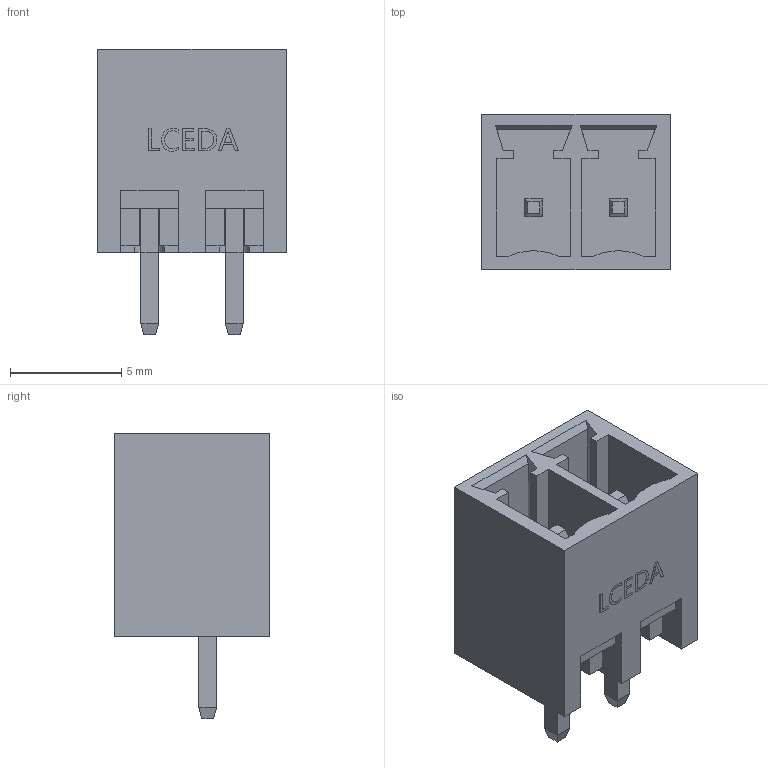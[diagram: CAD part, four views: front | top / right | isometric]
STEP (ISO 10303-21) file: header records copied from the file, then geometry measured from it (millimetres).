
FILE_DESCRIPTION (( 'STEP AP214' ), '1' );
FILE_NAME ('CONN-TH_DB3.81-LI-2P.step', '2022-08-08T02:33:04', ( '' ), ( '' ), 'SwSTEP 2.0', 'SolidWorks 2020', '' );
FILE_SCHEMA (( 'AUTOMOTIVE_DESIGN' ));
Length unit declared in the file: millimetre
Products named in the file (1): CONN-TH_DB3.81-LI-2P
Bounding box: 8.5 x 7 x 12.85 mm (x, y, z)
Volume: 294 mm3; surface area: 792.2 mm2
Topology: 14 solids, 14 shells, 420 faces, 1101 edges, 726 vertices
Faces by surface type: plane 298, bspline 112, cylinder 10
Entity records: 18117 total; most frequent: CARTESIAN_POINT 4352, ORIENTED_EDGE 2202, DIRECTION 1515, EDGE_CURVE 1101, VECTOR 849, LINE 849, VERTEX_POINT 726, EDGE_LOOP 449
